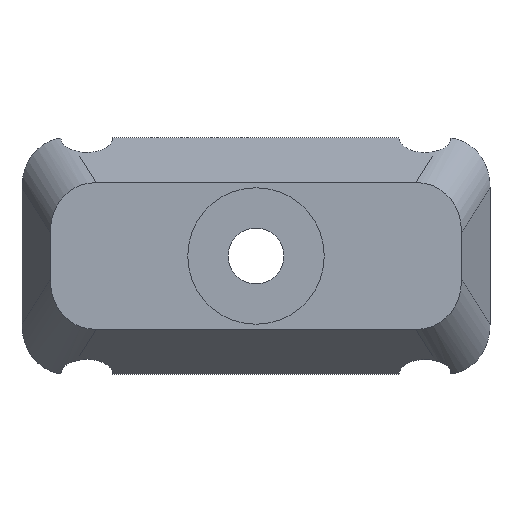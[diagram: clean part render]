
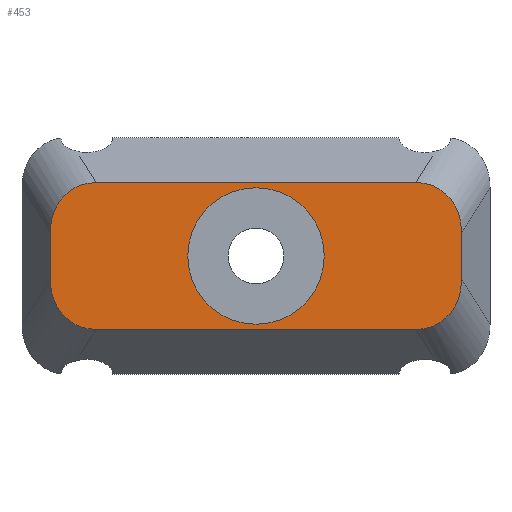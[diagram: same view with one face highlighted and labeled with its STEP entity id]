
A CAD part, front view. The second image highlights one B-rep face of the part: STEP entity #453.
In plain terms, the highlighted planar face has unit normal (0, -1, 0).
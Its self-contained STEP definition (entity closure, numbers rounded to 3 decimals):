
#19=ELLIPSE('',#493,4.843,4.);
#21=ELLIPSE('',#497,4.843,4.);
#23=ELLIPSE('',#500,4.843,4.);
#25=ELLIPSE('',#503,4.843,4.);
#32=FACE_BOUND('',#83,.T.);
#37=PLANE('',#502);
#55=FACE_OUTER_BOUND('',#82,.T.);
#82=EDGE_LOOP('',(#328,#329,#330,#331,#332,#333,#334,#335));
#83=EDGE_LOOP('',(#336));
#108=LINE('',#708,#146);
#114=LINE('',#751,#152);
#115=LINE('',#753,#153);
#116=LINE('',#756,#154);
#146=VECTOR('',#560,10.);
#152=VECTOR('',#580,10.);
#153=VECTOR('',#581,10.);
#154=VECTOR('',#584,10.);
#181=CIRCLE('',#488,5.25);
#193=VERTEX_POINT('',#679);
#196=VERTEX_POINT('',#688);
#197=VERTEX_POINT('',#689);
#201=VERTEX_POINT('',#707);
#203=VERTEX_POINT('',#713);
#206=VERTEX_POINT('',#730);
#207=VERTEX_POINT('',#731);
#211=VERTEX_POINT('',#752);
#212=VERTEX_POINT('',#754);
#237=EDGE_CURVE('',#193,#193,#181,.T.);
#241=EDGE_CURVE('',#196,#197,#19,.T.);
#246=EDGE_CURVE('',#201,#196,#108,.T.);
#249=EDGE_CURVE('',#201,#203,#21,.T.);
#253=EDGE_CURVE('',#206,#207,#23,.T.);
#258=EDGE_CURVE('',#206,#197,#114,.F.);
#259=EDGE_CURVE('',#211,#207,#115,.T.);
#260=EDGE_CURVE('',#212,#211,#25,.T.);
#261=EDGE_CURVE('',#212,#203,#116,.F.);
#328=ORIENTED_EDGE('',*,*,#241,.T.);
#329=ORIENTED_EDGE('',*,*,#258,.F.);
#330=ORIENTED_EDGE('',*,*,#253,.T.);
#331=ORIENTED_EDGE('',*,*,#259,.F.);
#332=ORIENTED_EDGE('',*,*,#260,.F.);
#333=ORIENTED_EDGE('',*,*,#261,.T.);
#334=ORIENTED_EDGE('',*,*,#249,.F.);
#335=ORIENTED_EDGE('',*,*,#246,.T.);
#336=ORIENTED_EDGE('',*,*,#237,.T.);
#453=ADVANCED_FACE('',(#55,#32),#37,.T.);
#488=AXIS2_PLACEMENT_3D('',#680,#541,#542);
#493=AXIS2_PLACEMENT_3D('',#690,#552,#553);
#497=AXIS2_PLACEMENT_3D('',#714,#565,#566);
#500=AXIS2_PLACEMENT_3D('',#732,#572,#573);
#502=AXIS2_PLACEMENT_3D('',#750,#578,#579);
#503=AXIS2_PLACEMENT_3D('',#755,#582,#583);
#541=DIRECTION('center_axis',(0.,1.,0.));
#542=DIRECTION('ref_axis',(1.,0.,0.));
#552=DIRECTION('center_axis',(0.,-1.,0.));
#553=DIRECTION('ref_axis',(0.533,0.,0.846));
#560=DIRECTION('',(0.,0.,1.));
#565=DIRECTION('center_axis',(0.,1.,0.));
#566=DIRECTION('ref_axis',(0.533,0.,-0.846));
#572=DIRECTION('center_axis',(0.,-1.,0.));
#573=DIRECTION('ref_axis',(-0.533,0.,0.846));
#578=DIRECTION('center_axis',(0.,-1.,0.));
#579=DIRECTION('ref_axis',(1.,0.,0.));
#580=DIRECTION('',(-1.,0.,0.));
#581=DIRECTION('',(0.,0.,1.));
#582=DIRECTION('center_axis',(0.,1.,0.));
#583=DIRECTION('ref_axis',(-0.533,0.,-0.846));
#584=DIRECTION('',(-1.,0.,0.));
#679=CARTESIAN_POINT('',(-5.25,-11.,12.7));
#680=CARTESIAN_POINT('Origin',(0.,-11.,12.7));
#688=CARTESIAN_POINT('',(15.816,-11.,14.52));
#689=CARTESIAN_POINT('',(12.287,-11.,18.349));
#690=CARTESIAN_POINT('Origin',(11.559,-11.,13.73));
#707=CARTESIAN_POINT('',(15.816,-11.,10.88));
#708=CARTESIAN_POINT('',(15.816,-11.,18.475));
#713=CARTESIAN_POINT('',(12.287,-11.,7.051));
#714=CARTESIAN_POINT('Origin',(11.559,-11.,11.67));
#730=CARTESIAN_POINT('',(-12.287,-11.,18.349));
#731=CARTESIAN_POINT('',(-15.816,-11.,14.52));
#732=CARTESIAN_POINT('Origin',(-11.559,-11.,13.73));
#750=CARTESIAN_POINT('Origin',(0.,-11.,11.55));
#751=CARTESIAN_POINT('',(0.,-11.,18.349));
#752=CARTESIAN_POINT('',(-15.816,-11.,10.88));
#753=CARTESIAN_POINT('',(-15.816,-11.,18.475));
#754=CARTESIAN_POINT('',(-12.287,-11.,7.051));
#755=CARTESIAN_POINT('Origin',(-11.559,-11.,11.67));
#756=CARTESIAN_POINT('',(0.,-11.,7.051));
